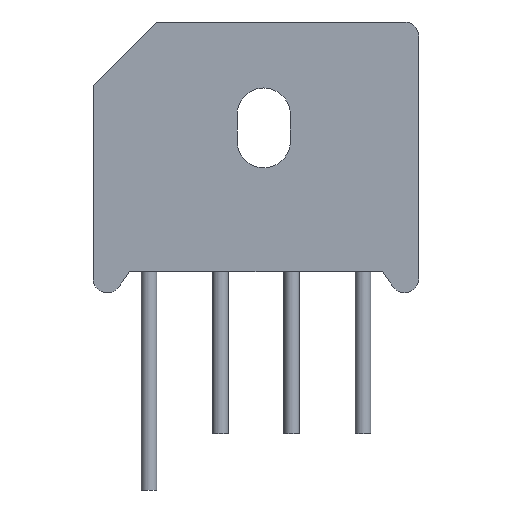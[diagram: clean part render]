
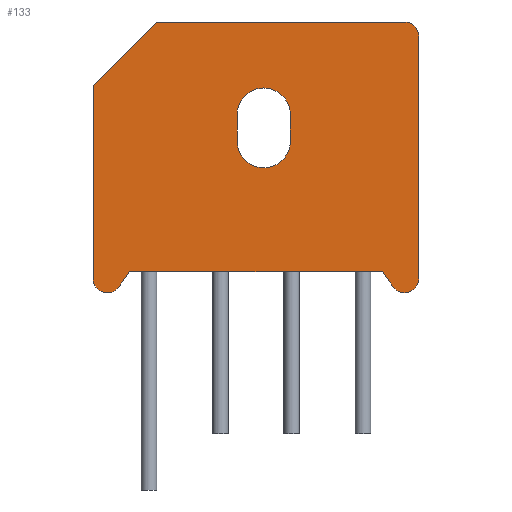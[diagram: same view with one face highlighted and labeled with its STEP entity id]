
A CAD part, front view. The second image highlights one B-rep face of the part: STEP entity #133.
In plain terms, the highlighted planar face has unit normal (0, -1, 0).
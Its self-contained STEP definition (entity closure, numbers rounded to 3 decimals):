
#56=VERTEX_POINT('',#57);
#57=CARTESIAN_POINT('',(16.62,-5.2,1.55));
#68=VECTOR('',#69,1.);
#69=DIRECTION('',(-1.,0.,0.));
#72=VERTEX_POINT('',#73);
#73=CARTESIAN_POINT('',(-1.38,-5.2,1.55));
#76=EDGE_CURVE('',#56,#72,#77,.T.);
#77=LINE('',#57,#68);
#116=VERTEX_POINT('',#117);
#117=CARTESIAN_POINT('',(17.411,-5.2,0.462));
#124=VECTOR('',#125,1.);
#125=DIRECTION('',(-0.588,0.,0.809)  );
#128=EDGE_CURVE('',#116,#56,#129,.T.);
#129=LINE('',#117,#124);
#133=ADVANCED_FACE('',(#134,#201),#227,.T.);
#134=FACE_BOUND('',#135,.F.);
#135=EDGE_LOOP('',(#136,#145,#152,#159,#167,#174,#181,#183,#184,#185,    #192,#199));
#136=ORIENTED_EDGE('',*,*,#137,.T.);
#137=EDGE_CURVE('',#138,#140,#142,.T.);
#138=VERTEX_POINT('',#139);
#139=CARTESIAN_POINT('',(-3.98,-5.2,1.05));
#140=VERTEX_POINT('',#141);
#141=CARTESIAN_POINT('',(-3.98,-5.2,14.85));
#142=LINE('',#139,#143);
#143=VECTOR('',#144,1.);
#144=DIRECTION('',(0.,0.,1.));
#145=ORIENTED_EDGE('',*,*,#146,.T.);
#146=EDGE_CURVE('',#140,#147,#149,.T.);
#147=VERTEX_POINT('',#148);
#148=CARTESIAN_POINT('',(0.52,-5.2,19.35));
#149=LINE('',#141,#150);
#150=VECTOR('',#151,1.);
#151=DIRECTION('',(0.707,0.,0.707)  );
#152=ORIENTED_EDGE('',*,*,#153,.T.);
#153=EDGE_CURVE('',#147,#154,#156,.T.);
#154=VERTEX_POINT('',#155);
#155=CARTESIAN_POINT('',(18.22,-5.2,19.35));
#156=LINE('',#148,#157);
#157=VECTOR('',#158,1.);
#158=DIRECTION('',(1.,0.,0.));
#159=ORIENTED_EDGE('',*,*,#160,.T.);
#160=EDGE_CURVE('',#154,#161,#163,.T.);
#161=VERTEX_POINT('',#162);
#162=CARTESIAN_POINT('',(19.22,-5.2,18.35));
#163=CIRCLE('',#164,1.);
#164=AXIS2_PLACEMENT_3D('',#165,#166,#69);
#165=CARTESIAN_POINT('',(18.22,-5.2,18.35));
#166=DIRECTION('',(0.,1.,0.));
#167=ORIENTED_EDGE('',*,*,#168,.T.);
#168=EDGE_CURVE('',#161,#169,#171,.T.);
#169=VERTEX_POINT('',#170);
#170=CARTESIAN_POINT('',(19.22,-5.2,1.05));
#171=LINE('',#162,#172);
#172=VECTOR('',#173,1.);
#173=DIRECTION('',(0.,0.,-1.));
#174=ORIENTED_EDGE('',*,*,#175,.T.);
#175=EDGE_CURVE('',#169,#176,#178,.T.);
#176=VERTEX_POINT('',#177);
#177=CARTESIAN_POINT('',(18.242,-5.2,0.05));
#178=CIRCLE('',#179,1.);
#179=AXIS2_PLACEMENT_3D('',#180,#166,#69);
#180=CARTESIAN_POINT('',(18.22,-5.2,1.05));
#181=ORIENTED_EDGE('',*,*,#182,.T.);
#182=EDGE_CURVE('',#176,#116,#178,.T.);
#183=ORIENTED_EDGE('',*,*,#128,.T.);
#184=ORIENTED_EDGE('',*,*,#76,.T.);
#185=ORIENTED_EDGE('',*,*,#186,.T.);
#186=EDGE_CURVE('',#72,#187,#189,.T.);
#187=VERTEX_POINT('',#188);
#188=CARTESIAN_POINT('',(-2.171,-5.2,0.462));
#189=LINE('',#73,#190);
#190=VECTOR('',#191,1.);
#191=DIRECTION('',(-0.588,0.,    -0.809));
#192=ORIENTED_EDGE('',*,*,#193,.T.);
#193=EDGE_CURVE('',#187,#194,#196,.T.);
#194=VERTEX_POINT('',#195);
#195=CARTESIAN_POINT('',(-2.958,-5.2,0.05));
#196=CIRCLE('',#197,1.);
#197=AXIS2_PLACEMENT_3D('',#198,#166,#69);
#198=CARTESIAN_POINT('',(-2.98,-5.2,1.05));
#199=ORIENTED_EDGE('',*,*,#200,.T.);
#200=EDGE_CURVE('',#194,#138,#196,.T.);
#201=FACE_BOUND('',#202,.T.);
#202=EDGE_LOOP('',(#203,#212,#217,#224));
#203=ORIENTED_EDGE('',*,*,#204,.T.);
#204=EDGE_CURVE('',#205,#207,#209,.T.);
#205=VERTEX_POINT('',#206);
#206=CARTESIAN_POINT('',(6.27,-5.2,12.75));
#207=VERTEX_POINT('',#208);
#208=CARTESIAN_POINT('',(10.07,-5.2,12.75));
#209=CIRCLE('',#210,1.9);
#210=AXIS2_PLACEMENT_3D('',#211,#166,#69);
#211=CARTESIAN_POINT('',(8.17,-5.2,12.75));
#212=ORIENTED_EDGE('',*,*,#213,.T.);
#213=EDGE_CURVE('',#207,#214,#216,.T.);
#214=VERTEX_POINT('',#215);
#215=CARTESIAN_POINT('',(10.07,-5.2,10.85));
#216=LINE('',#208,#172);
#217=ORIENTED_EDGE('',*,*,#218,.T.);
#218=EDGE_CURVE('',#214,#219,#221,.T.);
#219=VERTEX_POINT('',#220);
#220=CARTESIAN_POINT('',(6.27,-5.2,10.85));
#221=CIRCLE('',#222,1.9);
#222=AXIS2_PLACEMENT_3D('',#223,#166,#69);
#223=CARTESIAN_POINT('',(8.17,-5.2,10.85));
#224=ORIENTED_EDGE('',*,*,#225,.F.);
#225=EDGE_CURVE('',#205,#219,#226,.T.);
#226=LINE('',#206,#172);
#227=PLANE('',#228);
#228=AXIS2_PLACEMENT_3D('',#139,#229,#230);
#229=DIRECTION('',(0.,-1.,0.));
#230=DIRECTION('',(0.,0.,-1.));
